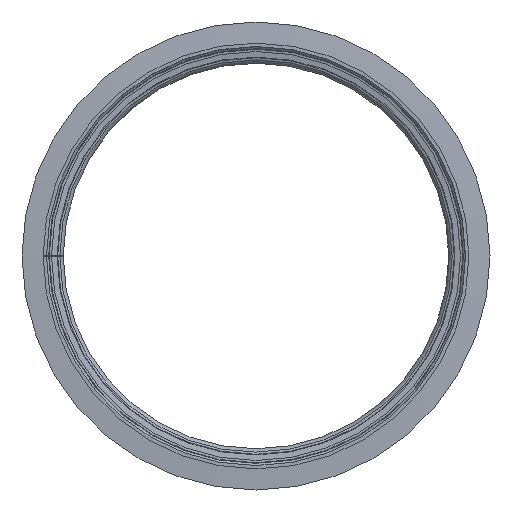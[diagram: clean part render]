
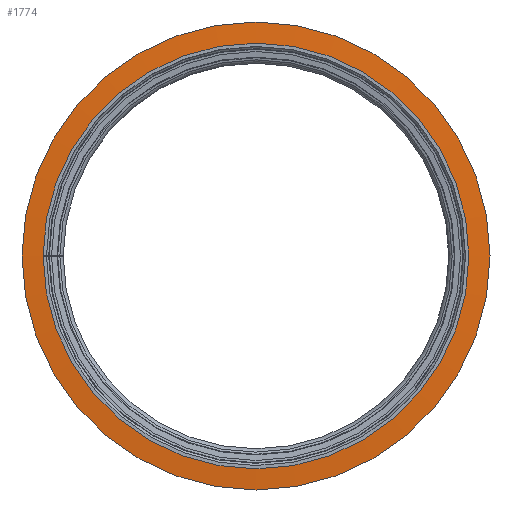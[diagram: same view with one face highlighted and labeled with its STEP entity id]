
A CAD part, front view. The second image highlights one B-rep face of the part: STEP entity #1774.
In plain terms, the highlighted conical face has half-angle 86.322 degrees and reference radius 66.3 mm.
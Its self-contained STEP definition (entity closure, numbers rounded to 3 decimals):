
#34=FACE_BOUND('',#359,.T.);
#80=CONICAL_SURFACE('',#2016,66.3,86.322);
#227=FACE_OUTER_BOUND('',#358,.T.);
#358=EDGE_LOOP('',(#1468));
#359=EDGE_LOOP('',(#1469));
#487=CIRCLE('',#2015,62.8);
#488=CIRCLE('',#2017,69.8);
#809=VERTEX_POINT('',#3077);
#810=VERTEX_POINT('',#3080);
#1031=EDGE_CURVE('',#809,#809,#487,.T.);
#1032=EDGE_CURVE('',#810,#810,#488,.T.);
#1468=ORIENTED_EDGE('',*,*,#1032,.F.);
#1469=ORIENTED_EDGE('',*,*,#1031,.T.);
#1774=ADVANCED_FACE('',(#227,#34),#80,.T.);
#2015=AXIS2_PLACEMENT_3D('',#3078,#2595,#2596);
#2016=AXIS2_PLACEMENT_3D('',#3079,#2597,#2598);
#2017=AXIS2_PLACEMENT_3D('',#3081,#2599,#2600);
#2595=DIRECTION('center_axis',(0.,1.,0.));
#2596=DIRECTION('ref_axis',(-1.,0.,0.));
#2597=DIRECTION('center_axis',(0.,1.,0.));
#2598=DIRECTION('ref_axis',(-1.,0.,0.));
#2599=DIRECTION('center_axis',(0.,1.,0.));
#2600=DIRECTION('ref_axis',(-1.,0.,0.));
#3077=CARTESIAN_POINT('',(-62.8,3.,0.));
#3078=CARTESIAN_POINT('Origin',(0.,3.,0.));
#3079=CARTESIAN_POINT('Origin',(0.,3.225,0.));
#3080=CARTESIAN_POINT('',(-69.8,3.45,0.));
#3081=CARTESIAN_POINT('Origin',(0.,3.45,0.));
